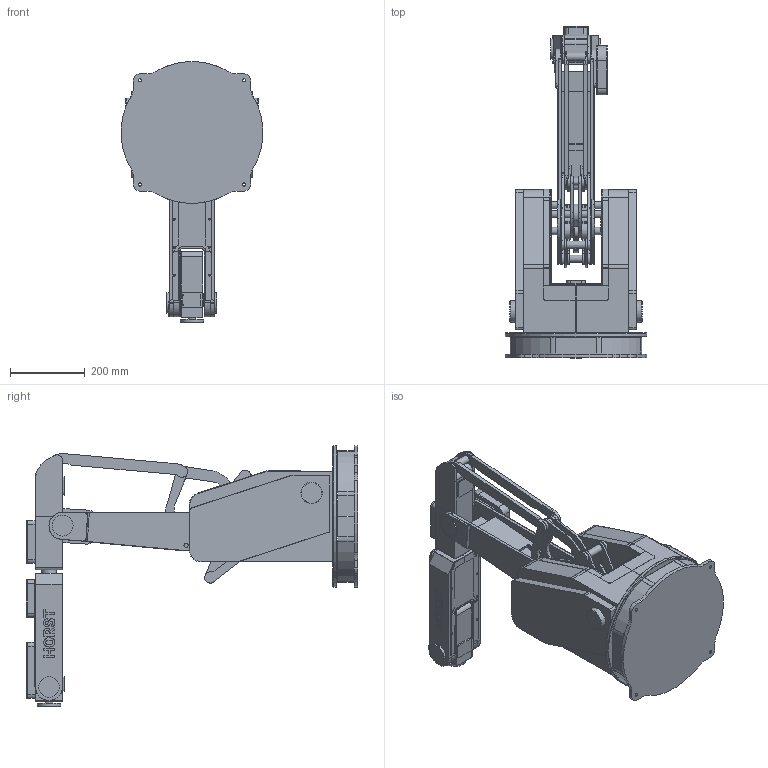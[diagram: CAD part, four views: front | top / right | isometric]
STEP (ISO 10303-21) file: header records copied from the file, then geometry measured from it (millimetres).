
FILE_DESCRIPTION (( 'STEP AP214' ), '1' );
FILE_NAME ('HORST900_STEP.STEP', '2020-09-17T09:45:14', ( '' ), ( '' ), 'SwSTEP 2.0', 'SolidWorks 2017', '' );
FILE_SCHEMA (( 'AUTOMOTIVE_DESIGN' ));
Length unit declared in the file: millimetre
Products named in the file (2): HORST900_STEP
Bounding box: 380 x 889.57 x 699.18 mm (x, y, z)
Surface area: 3161161.1 mm2 (no closed solid volume)
Topology: 0 solids, 118 shells, 1586 faces, 4962 edges, 3490 vertices
Faces by surface type: plane 853, cylinder 598, bspline 83, cone 52
Full cylindrical faces by diameter (mm): 3 x1, 5 x4, 6 x1, 8 x2, 8.7 x4, 11 x2, 12 x1, 12.1 x6, 18 x11, 20 x21, 25 x1, 26 x1, 26.5 x2, 30 x3, 40 x2, 55 x2, 56 x1, 57 x2, 63 x1, 380 x1
Entity records: 76501 total; most frequent: CARTESIAN_POINT 15424, DIRECTION 9116, ORIENTED_EDGE 8030, EDGE_CURVE 4846, VERTEX_POINT 3478, VECTOR 3090, LINE 3090, AXIS2_PLACEMENT_3D 3013
